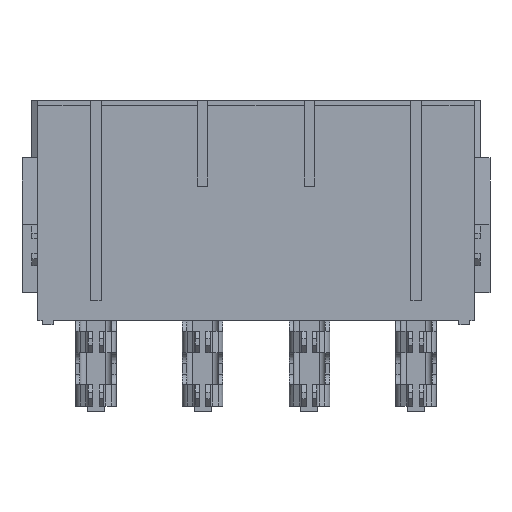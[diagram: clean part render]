
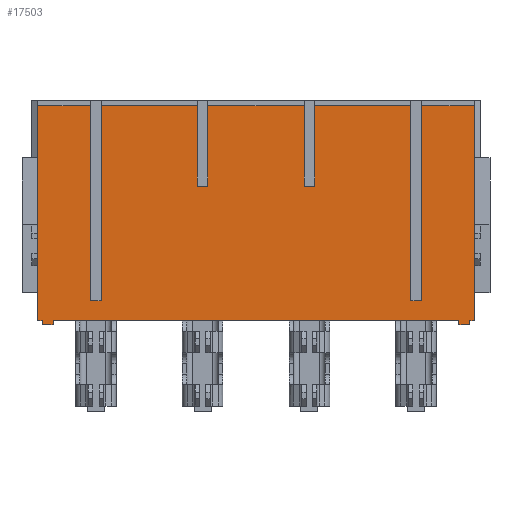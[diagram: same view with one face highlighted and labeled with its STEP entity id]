
A CAD part, front view. The second image highlights one B-rep face of the part: STEP entity #17503.
In plain terms, the highlighted planar face has unit normal (0, -1, 0).
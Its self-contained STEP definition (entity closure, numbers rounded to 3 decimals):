
#213=DIRECTION('',(1.,0.,0.));
#214=VECTOR('',#213,38.);
#215=CARTESIAN_POINT('',(-19.,-4.7,-10.3));
#216=LINE('',#215,#214);
#237=DIRECTION('',(1.,0.,0.));
#238=VECTOR('',#237,0.45);
#239=CARTESIAN_POINT('',(-20.45,-4.7,-10.3));
#240=LINE('',#239,#238);
#245=DIRECTION('',(1.,0.,0.));
#246=VECTOR('',#245,0.45);
#247=CARTESIAN_POINT('',(20.,-4.7,-10.3));
#248=LINE('',#247,#246);
#5815=DIRECTION('',(0.,0.,1.));
#5816=VECTOR('',#5815,20.1);
#5817=CARTESIAN_POINT('',(20.45,-4.7,-10.3));
#5818=LINE('',#5817,#5816);
#6441=DIRECTION('',(0.,0.,-1.));
#6442=VECTOR('',#6441,0.4);
#6443=CARTESIAN_POINT('',(20.,-4.7,-10.3));
#6444=LINE('',#6443,#6442);
#6445=DIRECTION('',(0.,0.,-1.));
#6446=VECTOR('',#6445,0.4);
#6447=CARTESIAN_POINT('',(-19.,-4.7,-10.3));
#6448=LINE('',#6447,#6446);
#6449=DIRECTION('',(0.,0.,1.));
#6450=VECTOR('',#6449,20.1);
#6451=CARTESIAN_POINT('',(-20.45,-4.7,-10.3));
#6452=LINE('',#6451,#6450);
#6453=DIRECTION('',(1.,0.,0.));
#6454=VECTOR('',#6453,4.95);
#6455=CARTESIAN_POINT('',(-20.45,-4.7,9.8));
#6456=LINE('',#6455,#6454);
#6457=DIRECTION('',(0.,0.,-1.));
#6458=VECTOR('',#6457,18.25);
#6459=CARTESIAN_POINT('',(-15.5,-4.7,9.8));
#6460=LINE('',#6459,#6458);
#6461=DIRECTION('',(1.,0.,0.));
#6462=VECTOR('',#6461,1.);
#6463=CARTESIAN_POINT('',(-15.5,-4.7,-8.45));
#6464=LINE('',#6463,#6462);
#6465=DIRECTION('',(0.,0.,-1.));
#6466=VECTOR('',#6465,18.25);
#6467=CARTESIAN_POINT('',(-14.5,-4.7,9.8));
#6468=LINE('',#6467,#6466);
#6469=DIRECTION('',(1.,0.,0.));
#6470=VECTOR('',#6469,9.);
#6471=CARTESIAN_POINT('',(-14.5,-4.7,9.8));
#6472=LINE('',#6471,#6470);
#6473=DIRECTION('',(0.,0.,-1.));
#6474=VECTOR('',#6473,7.5);
#6475=CARTESIAN_POINT('',(-5.5,-4.7,9.8));
#6476=LINE('',#6475,#6474);
#6477=DIRECTION('',(1.,0.,0.));
#6478=VECTOR('',#6477,1.);
#6479=CARTESIAN_POINT('',(-5.5,-4.7,2.3));
#6480=LINE('',#6479,#6478);
#6481=DIRECTION('',(0.,0.,-1.));
#6482=VECTOR('',#6481,7.5);
#6483=CARTESIAN_POINT('',(-4.5,-4.7,9.8));
#6484=LINE('',#6483,#6482);
#6485=DIRECTION('',(1.,0.,0.));
#6486=VECTOR('',#6485,9.);
#6487=CARTESIAN_POINT('',(-4.5,-4.7,9.8));
#6488=LINE('',#6487,#6486);
#6489=DIRECTION('',(0.,0.,-1.));
#6490=VECTOR('',#6489,7.5);
#6491=CARTESIAN_POINT('',(4.5,-4.7,9.8));
#6492=LINE('',#6491,#6490);
#6493=DIRECTION('',(1.,0.,0.));
#6494=VECTOR('',#6493,1.);
#6495=CARTESIAN_POINT('',(4.5,-4.7,2.3));
#6496=LINE('',#6495,#6494);
#6497=DIRECTION('',(0.,0.,-1.));
#6498=VECTOR('',#6497,7.5);
#6499=CARTESIAN_POINT('',(5.5,-4.7,9.8));
#6500=LINE('',#6499,#6498);
#6501=DIRECTION('',(1.,0.,0.));
#6502=VECTOR('',#6501,9.);
#6503=CARTESIAN_POINT('',(5.5,-4.7,9.8));
#6504=LINE('',#6503,#6502);
#6505=DIRECTION('',(0.,0.,-1.));
#6506=VECTOR('',#6505,18.25);
#6507=CARTESIAN_POINT('',(14.5,-4.7,9.8));
#6508=LINE('',#6507,#6506);
#6509=DIRECTION('',(1.,0.,0.));
#6510=VECTOR('',#6509,1.);
#6511=CARTESIAN_POINT('',(14.5,-4.7,-8.45));
#6512=LINE('',#6511,#6510);
#6513=DIRECTION('',(0.,0.,-1.));
#6514=VECTOR('',#6513,18.25);
#6515=CARTESIAN_POINT('',(15.5,-4.7,9.8));
#6516=LINE('',#6515,#6514);
#6517=DIRECTION('',(1.,0.,0.));
#6518=VECTOR('',#6517,4.95);
#6519=CARTESIAN_POINT('',(15.5,-4.7,9.8));
#6520=LINE('',#6519,#6518);
#6537=DIRECTION('',(-1.,0.,0.));
#6538=VECTOR('',#6537,1.);
#6539=CARTESIAN_POINT('',(-19.,-4.7,-10.7));
#6540=LINE('',#6539,#6538);
#6549=DIRECTION('',(-1.,0.,0.));
#6550=VECTOR('',#6549,1.);
#6551=CARTESIAN_POINT('',(20.,-4.7,-10.7));
#6552=LINE('',#6551,#6550);
#6557=DIRECTION('',(0.,0.,-1.));
#6558=VECTOR('',#6557,0.4);
#6559=CARTESIAN_POINT('',(-20.,-4.7,-10.3));
#6560=LINE('',#6559,#6558);
#6561=DIRECTION('',(0.,0.,-1.));
#6562=VECTOR('',#6561,0.4);
#6563=CARTESIAN_POINT('',(19.,-4.7,-10.3));
#6564=LINE('',#6563,#6562);
#6962=CARTESIAN_POINT('',(-20.45,-4.7,-10.3));
#6964=VERTEX_POINT('',#6962);
#6965=CARTESIAN_POINT('',(20.45,-4.7,-10.3));
#6967=VERTEX_POINT('',#6965);
#7282=CARTESIAN_POINT('',(-19.,-4.7,-10.7));
#7284=VERTEX_POINT('',#7282);
#7285=CARTESIAN_POINT('',(-20.,-4.7,-10.7));
#7286=VERTEX_POINT('',#7285);
#7293=CARTESIAN_POINT('',(20.,-4.7,-10.7));
#7294=VERTEX_POINT('',#7293);
#7295=CARTESIAN_POINT('',(19.,-4.7,-10.7));
#7296=VERTEX_POINT('',#7295);
#7297=CARTESIAN_POINT('',(-19.,-4.7,-10.3));
#7299=VERTEX_POINT('',#7297);
#7301=CARTESIAN_POINT('',(-20.,-4.7,-10.3));
#7303=VERTEX_POINT('',#7301);
#7305=CARTESIAN_POINT('',(20.,-4.7,-10.3));
#7307=VERTEX_POINT('',#7305);
#7309=CARTESIAN_POINT('',(19.,-4.7,-10.3));
#7311=VERTEX_POINT('',#7309);
#7497=CARTESIAN_POINT('',(-20.45,-4.7,9.8));
#7498=VERTEX_POINT('',#7497);
#7499=CARTESIAN_POINT('',(20.45,-4.7,9.8));
#7500=VERTEX_POINT('',#7499);
#7505=CARTESIAN_POINT('',(15.5,-4.7,-8.45));
#7506=VERTEX_POINT('',#7505);
#7507=CARTESIAN_POINT('',(14.5,-4.7,-8.45));
#7508=VERTEX_POINT('',#7507);
#7509=CARTESIAN_POINT('',(-14.5,-4.7,-8.45));
#7510=VERTEX_POINT('',#7509);
#7511=CARTESIAN_POINT('',(-15.5,-4.7,-8.45));
#7512=VERTEX_POINT('',#7511);
#7513=CARTESIAN_POINT('',(14.5,-4.7,9.8));
#7514=VERTEX_POINT('',#7513);
#7515=CARTESIAN_POINT('',(15.5,-4.7,9.8));
#7516=VERTEX_POINT('',#7515);
#7517=CARTESIAN_POINT('',(-15.5,-4.7,9.8));
#7518=VERTEX_POINT('',#7517);
#7519=CARTESIAN_POINT('',(-14.5,-4.7,9.8));
#7520=VERTEX_POINT('',#7519);
#7537=CARTESIAN_POINT('',(-5.5,-4.7,2.3));
#7538=CARTESIAN_POINT('',(-4.5,-4.7,2.3));
#7539=VERTEX_POINT('',#7537);
#7540=VERTEX_POINT('',#7538);
#7541=CARTESIAN_POINT('',(-5.5,-4.7,9.8));
#7542=VERTEX_POINT('',#7541);
#7543=CARTESIAN_POINT('',(-4.5,-4.7,9.8));
#7544=VERTEX_POINT('',#7543);
#8202=CARTESIAN_POINT('',(4.5,-4.7,2.3));
#8203=CARTESIAN_POINT('',(5.5,-4.7,2.3));
#8204=VERTEX_POINT('',#8202);
#8205=VERTEX_POINT('',#8203);
#8206=CARTESIAN_POINT('',(4.5,-4.7,9.8));
#8207=VERTEX_POINT('',#8206);
#8208=CARTESIAN_POINT('',(5.5,-4.7,9.8));
#8209=VERTEX_POINT('',#8208);
#17452=CARTESIAN_POINT('',(-20.45,-4.7,-10.3));
#17453=DIRECTION('',(0.,-1.,0.));
#17454=DIRECTION('',(1.,0.,0.));
#17455=AXIS2_PLACEMENT_3D('',#17452,#17453,#17454);
#17456=PLANE('',#17455);
#17457=ORIENTED_EDGE('',*,*,#9216,.F.);
#17459=ORIENTED_EDGE('',*,*,#17458,.T.);
#17461=ORIENTED_EDGE('',*,*,#17460,.T.);
#17463=ORIENTED_EDGE('',*,*,#17462,.F.);
#17464=ORIENTED_EDGE('',*,*,#9080,.F.);
#17465=ORIENTED_EDGE('',*,*,#14339,.T.);
#17467=ORIENTED_EDGE('',*,*,#17466,.T.);
#17469=ORIENTED_EDGE('',*,*,#17468,.F.);
#17470=ORIENTED_EDGE('',*,*,#9204,.F.);
#17471=ORIENTED_EDGE('',*,*,#17040,.T.);
#17472=ORIENTED_EDGE('',*,*,#16401,.T.);
#17474=ORIENTED_EDGE('',*,*,#17473,.T.);
#17476=ORIENTED_EDGE('',*,*,#17475,.T.);
#17478=ORIENTED_EDGE('',*,*,#17477,.F.);
#17479=ORIENTED_EDGE('',*,*,#16416,.T.);
#17481=ORIENTED_EDGE('',*,*,#17480,.T.);
#17483=ORIENTED_EDGE('',*,*,#17482,.T.);
#17485=ORIENTED_EDGE('',*,*,#17484,.F.);
#17486=ORIENTED_EDGE('',*,*,#16431,.T.);
#17488=ORIENTED_EDGE('',*,*,#17487,.T.);
#17490=ORIENTED_EDGE('',*,*,#17489,.T.);
#17492=ORIENTED_EDGE('',*,*,#17491,.F.);
#17493=ORIENTED_EDGE('',*,*,#16449,.T.);
#17495=ORIENTED_EDGE('',*,*,#17494,.T.);
#17497=ORIENTED_EDGE('',*,*,#17496,.T.);
#17498=ORIENTED_EDGE('',*,*,#16371,.F.);
#17499=ORIENTED_EDGE('',*,*,#16389,.T.);
#17500=ORIENTED_EDGE('',*,*,#16486,.F.);
#17501=EDGE_LOOP('',(#17457,#17459,#17461,#17463,#17464,#17465,#17467,#17469,
#17470,#17471,#17472,#17474,#17476,#17478,#17479,#17481,#17483,#17485,#17486,
#17488,#17490,#17492,#17493,#17495,#17497,#17498,#17499,#17500));
#17502=FACE_OUTER_BOUND('',#17501,.F.);
#17503=ADVANCED_FACE('',(#17502),#17456,.T.);
#9080=EDGE_CURVE('',#7299,#7311,#216,.T.);
#9204=EDGE_CURVE('',#6964,#7303,#240,.T.);
#9216=EDGE_CURVE('',#7307,#6967,#248,.T.);
#14339=EDGE_CURVE('',#7299,#7284,#6448,.T.);
#16371=EDGE_CURVE('',#7516,#7506,#6516,.T.);
#16389=EDGE_CURVE('',#7516,#7500,#6520,.T.);
#16401=EDGE_CURVE('',#7498,#7518,#6456,.T.);
#16416=EDGE_CURVE('',#7520,#7542,#6472,.T.);
#16431=EDGE_CURVE('',#7544,#8207,#6488,.T.);
#16449=EDGE_CURVE('',#8209,#7514,#6504,.T.);
#16486=EDGE_CURVE('',#6967,#7500,#5818,.T.);
#17040=EDGE_CURVE('',#6964,#7498,#6452,.T.);
#17458=EDGE_CURVE('',#7307,#7294,#6444,.T.);
#17460=EDGE_CURVE('',#7294,#7296,#6552,.T.);
#17462=EDGE_CURVE('',#7311,#7296,#6564,.T.);
#17466=EDGE_CURVE('',#7284,#7286,#6540,.T.);
#17468=EDGE_CURVE('',#7303,#7286,#6560,.T.);
#17473=EDGE_CURVE('',#7518,#7512,#6460,.T.);
#17475=EDGE_CURVE('',#7512,#7510,#6464,.T.);
#17477=EDGE_CURVE('',#7520,#7510,#6468,.T.);
#17480=EDGE_CURVE('',#7542,#7539,#6476,.T.);
#17482=EDGE_CURVE('',#7539,#7540,#6480,.T.);
#17484=EDGE_CURVE('',#7544,#7540,#6484,.T.);
#17487=EDGE_CURVE('',#8207,#8204,#6492,.T.);
#17489=EDGE_CURVE('',#8204,#8205,#6496,.T.);
#17491=EDGE_CURVE('',#8209,#8205,#6500,.T.);
#17494=EDGE_CURVE('',#7514,#7508,#6508,.T.);
#17496=EDGE_CURVE('',#7508,#7506,#6512,.T.);
